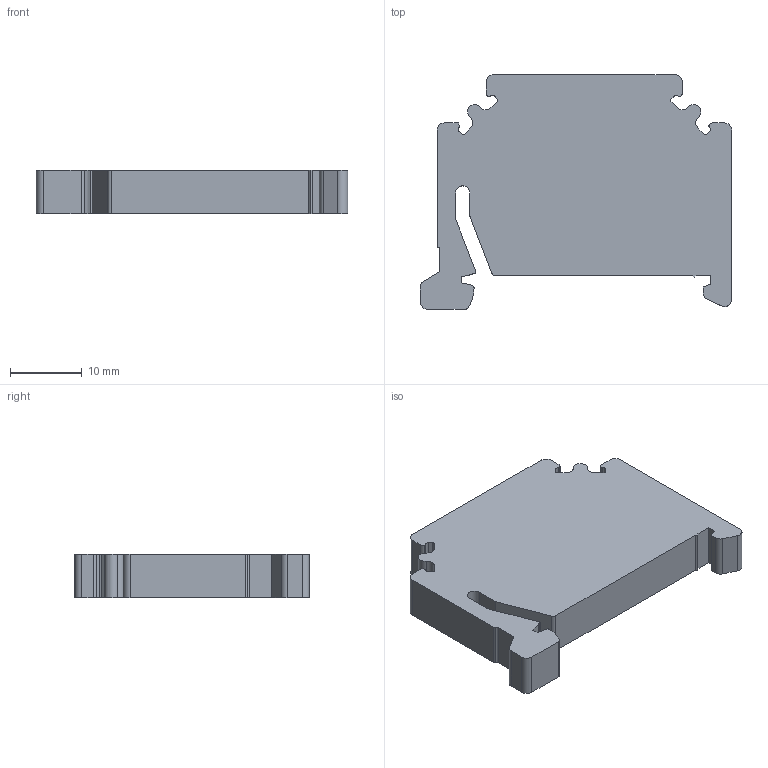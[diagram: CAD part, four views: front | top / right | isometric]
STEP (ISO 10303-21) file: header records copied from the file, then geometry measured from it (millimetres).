
FILE_DESCRIPTION( ( 'Unknown' ), '1' );
FILE_NAME( 'CA103.stp', 'Unknown', ( 'Unknown' ), ( 'Unknown' ), 'PSStep 15.0.49', 'Unknown', ' ' );
FILE_SCHEMA( ( 'AUTOMOTIVE_DESIGN { 1 0 10303 214 1 1 1 1 }' ) );
Length unit declared in the file: millimetre
Products named in the file (1):       F1
Bounding box: 43.4 x 32.7 x 6 mm (x, y, z)
Volume: 6450.7 mm3; surface area: 3330.3 mm2
Topology: 1 solids, 1 shells, 85 faces, 249 edges, 166 vertices
Faces by surface type: plane 45, cylinder 40
Entity records: 3884 total; most frequent: CARTESIAN_POINT 501, DIRECTION 501, ORIENTED_EDGE 498, EDGE_CURVE 249, PRESENTATION_STYLE_ASSIGNMENT 171, COLOUR_RGB 171, LINE 169, VECTOR 169
